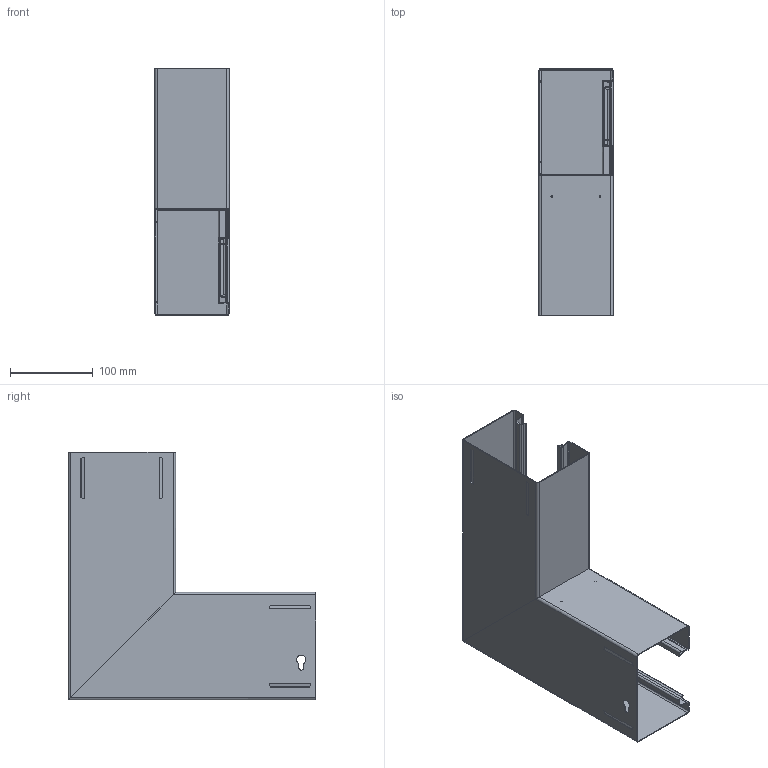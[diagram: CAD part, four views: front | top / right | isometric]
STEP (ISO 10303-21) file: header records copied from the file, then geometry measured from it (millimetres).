
FILE_DESCRIPTION (( 'STEP AP214' ), '1' );
FILE_NAME ('6277530.stp', '2016-05-30T06:19:35', ( '' ), ( '' ), 'SwSTEP 2.0', 'SolidWorks 2014', '' );
FILE_SCHEMA (( 'AUTOMOTIVE_DESIGN' ));
Length unit declared in the file: millimetre
Products named in the file (1): 6277530
Bounding box: 90 x 299.85 x 299.85 mm (x, y, z)
Volume: 193968.1 mm3; surface area: 390942.2 mm2
Topology: 1 solids, 1 shells, 339 faces, 751 edges, 426 vertices
Faces by surface type: plane 180, cylinder 87, bspline 64, cone 8
Entity records: 10254 total; most frequent: CARTESIAN_POINT 3490, ORIENTED_EDGE 1502, DIRECTION 1141, EDGE_CURVE 751, VERTEX_POINT 426, VECTOR 401, LINE 401, AXIS2_PLACEMENT_3D 370
